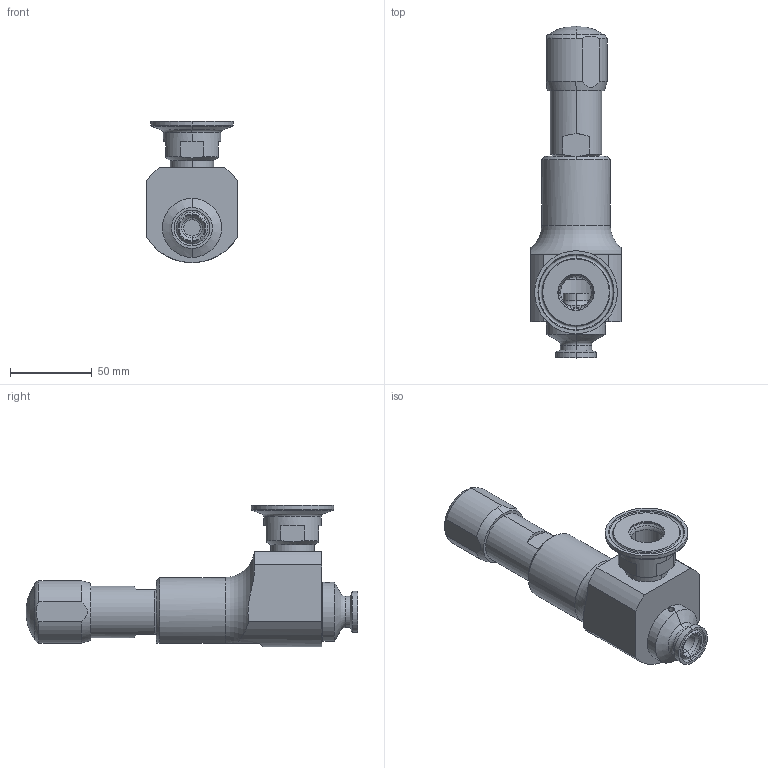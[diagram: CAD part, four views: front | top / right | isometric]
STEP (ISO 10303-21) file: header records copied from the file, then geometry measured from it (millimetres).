
FILE_DESCRIPTION((''),'2;1');
FILE_NAME('10000475891_G3D_000_ASM','2020-01-13T',('Stumpenhagen'),(''),'PRO/ENGINEER BY PARAMETRIC TECHNOLOGY CORPORATION, 2014430','PRO/ENGINEER BY PARAMETRIC TECHNOLOGY CORPORATION, 2014430','');
FILE_SCHEMA(('CONFIG_CONTROL_DESIGN'));
Length unit declared in the file: millimetre
Products named in the file (5): 10000460060_G3D_000; 10000453052_G3D_000; 10000460062_G3D_000; 10000460063_G3D_000; 10000475891_G3D_000_ASM
Assembly tree (4 placements, depth 2):
  10000475891_G3D_000_ASM
    10000460060_G3D_000
    10000453052_G3D_000
    10000460062_G3D_000
    10000460063_G3D_000
Bounding box: 55 x 202.5 x 86.2 mm (x, y, z)
Volume: 243418.1 mm3; surface area: 59929.4 mm2
Topology: 4 solids, 4 shells, 243 faces, 581 edges, 359 vertices
Faces by surface type: plane 98, cylinder 76, cone 38, torus 29, sphere 2
Entity records: 7390 total; most frequent: CARTESIAN_POINT 1521, DIRECTION 1280, ORIENTED_EDGE 1154, EDGE_CURVE 577, AXIS2_PLACEMENT_3D 493, VERTEX_POINT 359, VECTOR 294, LINE 294
